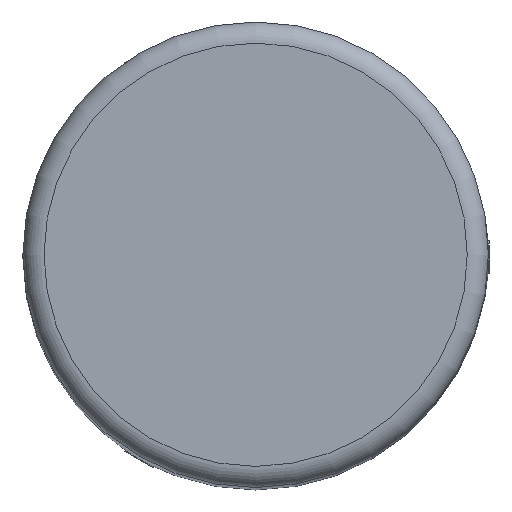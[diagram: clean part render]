
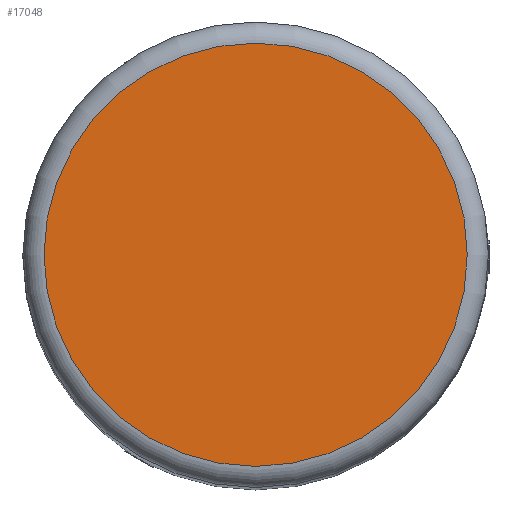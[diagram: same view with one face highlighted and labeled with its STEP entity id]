
A CAD part, top view. The second image highlights one B-rep face of the part: STEP entity #17048.
In plain terms, the highlighted planar face has unit normal (0, 0, 1).
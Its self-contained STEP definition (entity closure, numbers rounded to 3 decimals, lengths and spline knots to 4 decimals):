
#4602=FACE_OUTER_BOUND('',#5616,.T.);
#5616=EDGE_LOOP('',(#14167));
#6071=CIRCLE('',#18099,1.25);
#7527=VERTEX_POINT('',#53515);
#9803=EDGE_CURVE('',#7527,#7527,#6071,.T.);
#14167=ORIENTED_EDGE('',*,*,#9803,.F.);
#15430=PLANE('',#18098);
#17048=ADVANCED_FACE('',(#4602),#15430,.F.);
#18098=AXIS2_PLACEMENT_3D('',#53514,#21066,#21067);
#18099=AXIS2_PLACEMENT_3D('',#53516,#21068,#21069);
#21066=DIRECTION('center_axis',(0.,0.,
-1.));
#21067=DIRECTION('ref_axis',(-1.,0.,0.));
#21068=DIRECTION('center_axis',(0.,0.,
-1.));
#21069=DIRECTION('ref_axis',(1.,0.,0.));
#53514=CARTESIAN_POINT('Origin',(0.,0.,
7.5));
#53515=CARTESIAN_POINT('',(-1.25,0.,7.5));
#53516=CARTESIAN_POINT('Origin',(0.,0.,
7.5));
